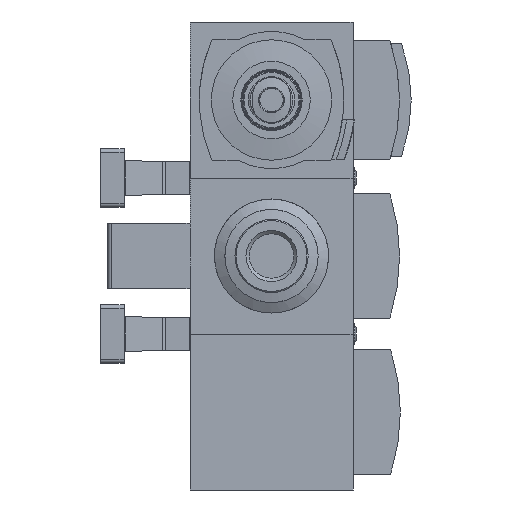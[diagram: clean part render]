
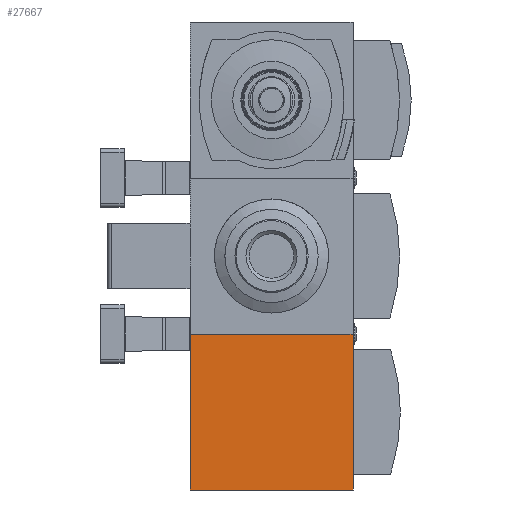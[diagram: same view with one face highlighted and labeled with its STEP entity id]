
A CAD part, front view. The second image highlights one B-rep face of the part: STEP entity #27667.
In plain terms, the highlighted planar face has unit normal (0, -1, 0).
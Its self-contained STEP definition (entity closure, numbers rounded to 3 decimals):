
#893=PLANE('',#29466);
#2631=LINE('',#40407,#4775);
#2737=LINE('',#40629,#4881);
#2752=LINE('',#40667,#4896);
#2793=LINE('',#40775,#4937);
#4775=VECTOR('',#34042,1000.);
#4881=VECTOR('',#34214,1000.);
#4896=VECTOR('',#34243,1000.);
#4937=VECTOR('',#34326,1000.);
#10484=ORIENTED_EDGE('',*,*,#13472,.F.);
#10485=ORIENTED_EDGE('',*,*,#13586,.F.);
#10486=ORIENTED_EDGE('',*,*,#13660,.F.);
#10487=ORIENTED_EDGE('',*,*,#13606,.F.);
#13472=EDGE_CURVE('',#15677,#15678,#2631,.T.);
#13586=EDGE_CURVE('',#15760,#15677,#2737,.T.);
#13606=EDGE_CURVE('',#15678,#15777,#2752,.T.);
#13660=EDGE_CURVE('',#15777,#15760,#2793,.T.);
#15677=VERTEX_POINT('',#40406);
#15678=VERTEX_POINT('',#40408);
#15760=VERTEX_POINT('',#40628);
#15777=VERTEX_POINT('',#40668);
#17847=EDGE_LOOP('',(#10484,#10485,#10486,#10487));
#19145=FACE_BOUND('',#17847,.T.);
#27667=ADVANCED_FACE('',(#19145),#893,.F.);
#29466=AXIS2_PLACEMENT_3D('',#41357,#34823,#34824);
#34042=DIRECTION('',(0.,0.,1.));
#34214=DIRECTION('',(-1.,0.,0.));
#34243=DIRECTION('',(1.,0.,0.));
#34326=DIRECTION('',(0.,0.,-1.));
#34823=DIRECTION('',(0.,1.,0.));
#34824=DIRECTION('',(0.,0.,1.));
#40406=CARTESIAN_POINT('',(-21.,-31.5,-20.1));
#40407=CARTESIAN_POINT('',(-21.,-31.5,-20.1));
#40408=CARTESIAN_POINT('',(-21.,-31.5,20.1));
#40628=CARTESIAN_POINT('',(21.,-31.5,-20.1));
#40629=CARTESIAN_POINT('',(21.,-31.5,-20.1));
#40667=CARTESIAN_POINT('',(-21.,-31.5,20.1));
#40668=CARTESIAN_POINT('',(21.,-31.5,20.1));
#40775=CARTESIAN_POINT('',(21.,-31.5,20.1));
#41357=CARTESIAN_POINT('',(0.,-31.5,0.));
